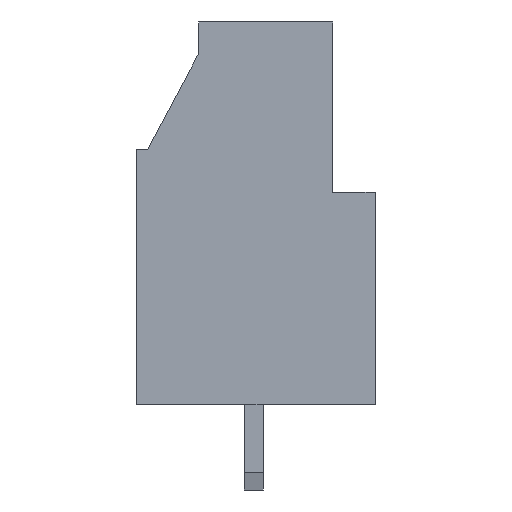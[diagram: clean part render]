
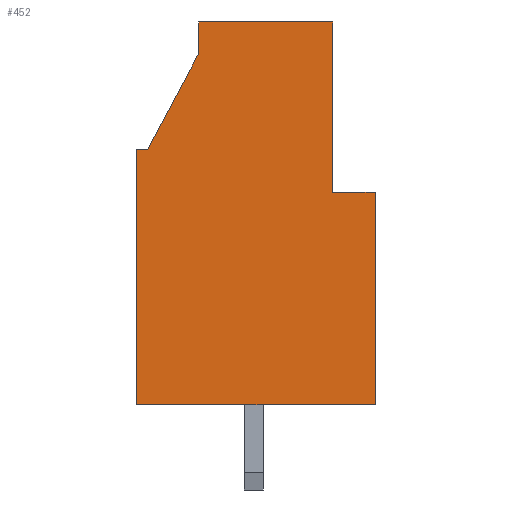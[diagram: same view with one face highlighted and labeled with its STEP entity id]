
A CAD part, front view. The second image highlights one B-rep face of the part: STEP entity #452.
In plain terms, the highlighted planar face has unit normal (0, -1, 0).
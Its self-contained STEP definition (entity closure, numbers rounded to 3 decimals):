
#452 = ADVANCED_FACE( '', ( #942 ), #943, .F. );
#942 = FACE_OUTER_BOUND( '', #1487, .T. );
#943 = PLANE( '', #1488 );
#1487 = EDGE_LOOP( '', ( #2620, #2621, #2622, #2623, #2624, #2625, #2626, #2627, #2628 ) );
#1488 = AXIS2_PLACEMENT_3D( '', #2629, #2630, #2631 );
#2620 = ORIENTED_EDGE( '', *, *, #3541, .F. );
#2621 = ORIENTED_EDGE( '', *, *, #3352, .F. );
#2622 = ORIENTED_EDGE( '', *, *, #3825, .F. );
#2623 = ORIENTED_EDGE( '', *, *, #3784, .F. );
#2624 = ORIENTED_EDGE( '', *, *, #3788, .F. );
#2625 = ORIENTED_EDGE( '', *, *, #3587, .T. );
#2626 = ORIENTED_EDGE( '', *, *, #3826, .F. );
#2627 = ORIENTED_EDGE( '', *, *, #3827, .T. );
#2628 = ORIENTED_EDGE( '', *, *, #3828, .F. );
#2629 = CARTESIAN_POINT( '', ( 12.134, -2.54, 19.8 ) );
#2630 = DIRECTION( '', ( 0., 1., 0. ) );
#2631 = DIRECTION( '', ( 1., 0., 0. ) );
#3352 = EDGE_CURVE( '', #3998, #4000, #4001, .T. );
#3541 = EDGE_CURVE( '', #4000, #4327, #4330, .T. );
#3587 = EDGE_CURVE( '', #4402, #4400, #4403, .T. );
#3784 = EDGE_CURVE( '', #4709, #4711, #4712, .T. );
#3788 = EDGE_CURVE( '', #4402, #4709, #4716, .T. );
#3825 = EDGE_CURVE( '', #4711, #3998, #4764, .T. );
#3826 = EDGE_CURVE( '', #4765, #4400, #4766, .T. );
#3827 = EDGE_CURVE( '', #4765, #4767, #4768, .T. );
#3828 = EDGE_CURVE( '', #4327, #4767, #4769, .T. );
#3998 = VERTEX_POINT( '', #4963 );
#4000 = VERTEX_POINT( '', #4966 );
#4001 = LINE( '', #4967, #4968 );
#4327 = VERTEX_POINT( '', #5438 );
#4330 = LINE( '', #5443, #5444 );
#4400 = VERTEX_POINT( '', #5548 );
#4402 = VERTEX_POINT( '', #5551 );
#4403 = LINE( '', #5552, #5553 );
#4709 = VERTEX_POINT( '', #5998 );
#4711 = VERTEX_POINT( '', #6001 );
#4712 = LINE( '', #6002, #6003 );
#4716 = LINE( '', #6009, #6010 );
#4764 = LINE( '', #6079, #6080 );
#4765 = VERTEX_POINT( '', #6081 );
#4766 = LINE( '', #6082, #6083 );
#4767 = VERTEX_POINT( '', #6084 );
#4768 = LINE( '', #6085, #6086 );
#4769 = LINE( '', #6087, #6088 );
#4963 = CARTESIAN_POINT( '', ( 2.9, -2.54, 18. ) );
#4966 = CARTESIAN_POINT( '', ( 9.2, -2.54, 18. ) );
#4967 = CARTESIAN_POINT( '', ( 5.35, -2.54, 18. ) );
#4968 = VECTOR( '', #6369, 1000. );
#5438 = CARTESIAN_POINT( '', ( 9.2, -2.54, 10. ) );
#5443 = CARTESIAN_POINT( '', ( 9.2, -2.54, 18. ) );
#5444 = VECTOR( '', #6540, 1000. );
#5548 = CARTESIAN_POINT( '', ( 0., -2.54, 0. ) );
#5551 = CARTESIAN_POINT( '', ( 0., -2.54, 12. ) );
#5552 = CARTESIAN_POINT( '', ( 0., -2.54, -1. ) );
#5553 = VECTOR( '', #6579, 1000. );
#5998 = CARTESIAN_POINT( '', ( 0.5, -2.54, 12. ) );
#6001 = CARTESIAN_POINT( '', ( 2.9, -2.54, 16.5 ) );
#6002 = CARTESIAN_POINT( '', ( -6.433, -2.54, -1. ) );
#6003 = VECTOR( '', #6765, 1000. );
#6009 = CARTESIAN_POINT( '', ( 5.35, -2.54, 12. ) );
#6010 = VECTOR( '', #6768, 1000. );
#6079 = CARTESIAN_POINT( '', ( 2.9, -2.54, -1. ) );
#6080 = VECTOR( '', #6796, 1000. );
#6081 = CARTESIAN_POINT( '', ( 11.2, -2.54, 0. ) );
#6082 = CARTESIAN_POINT( '', ( 5.35, -2.54, 0. ) );
#6083 = VECTOR( '', #6797, 1000. );
#6084 = CARTESIAN_POINT( '', ( 11.2, -2.54, 10. ) );
#6085 = CARTESIAN_POINT( '', ( 11.2, -2.54, -1. ) );
#6086 = VECTOR( '', #6798, 1000. );
#6087 = CARTESIAN_POINT( '', ( 9.038, -2.54, 10. ) );
#6088 = VECTOR( '', #6799, 1000. );
#6369 = DIRECTION( '', ( 1., 0., 0. ) );
#6540 = DIRECTION( '', ( 0., 0., -1. ) );
#6579 = DIRECTION( '', ( 0., 0., -1. ) );
#6765 = DIRECTION( '', ( 0.471, 0., 0.882 ) );
#6768 = DIRECTION( '', ( 1., 0., 0. ) );
#6796 = DIRECTION( '', ( 0., 0., 1. ) );
#6797 = DIRECTION( '', ( -1., 0., 0. ) );
#6798 = DIRECTION( '', ( 0., 0., 1. ) );
#6799 = DIRECTION( '', ( 1., 0., 0. ) );
